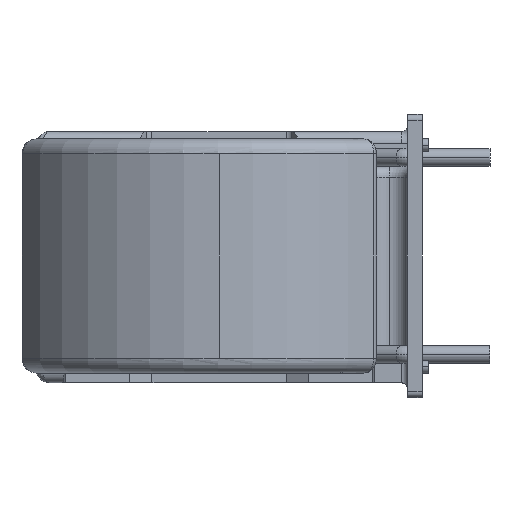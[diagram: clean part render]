
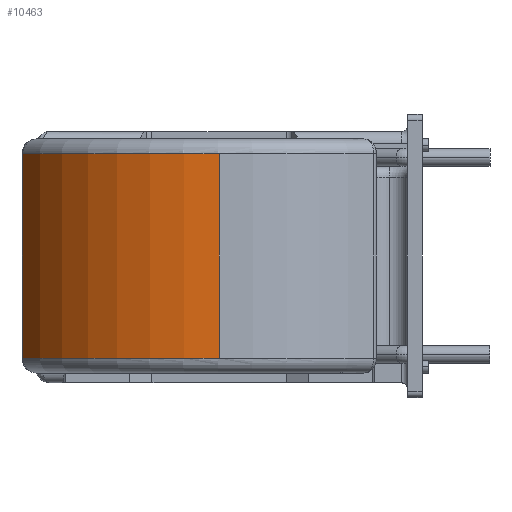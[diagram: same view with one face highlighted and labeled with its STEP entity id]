
A CAD part, left-side view. The second image highlights one B-rep face of the part: STEP entity #10463.
In plain terms, the highlighted cylindrical face has radius 17.5 mm (diameter 35 mm), a partial arc.
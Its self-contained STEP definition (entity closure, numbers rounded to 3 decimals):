
#66 = CIRCLE ( 'NONE', #12450, 17.5 ) ;
#387 = CARTESIAN_POINT ( 'NONE',  ( -17.5, 0., 9.5 ) ) ;
#551 = VERTEX_POINT ( 'NONE', #4724 ) ;
#568 = DIRECTION ( 'NONE',  ( -1., 0., 0. ) ) ;
#921 = DIRECTION ( 'NONE',  ( 0., 0., -1. ) ) ;
#936 = CARTESIAN_POINT ( 'NONE',  ( -7.228, 15.938, 8.3 ) ) ;
#1244 = CARTESIAN_POINT ( 'NONE',  ( -7.228, 15.938, 9.5 ) ) ;
#1351 = CARTESIAN_POINT ( 'NONE',  ( 0., 0., -8.3 ) ) ;
#1715 = ORIENTED_EDGE ( 'NONE', *, *, #4298, .F. ) ;
#1862 = VECTOR ( 'NONE', #9945, 1000. ) ;
#3288 = LINE ( 'NONE', #1244, #9309 ) ;
#3770 = CARTESIAN_POINT ( 'NONE',  ( 0., 0., 8.3 ) ) ;
#3856 = DIRECTION ( 'NONE',  ( 1., 0., 0. ) ) ;
#4298 = EDGE_CURVE ( 'NONE', #7816, #551, #4906, .T. ) ;
#4443 = DIRECTION ( 'NONE',  ( 0., 0., -1. ) ) ;
#4724 = CARTESIAN_POINT ( 'NONE',  ( -17.5, 0., -8.3 ) ) ;
#4906 = LINE ( 'NONE', #387, #1862 ) ;
#5047 = FACE_OUTER_BOUND ( 'NONE', #11710, .T. ) ;
#5049 = AXIS2_PLACEMENT_3D ( 'NONE', #11174, #4443, #568 ) ;
#5684 = EDGE_CURVE ( 'NONE', #7816, #10001, #8054, .T. ) ;
#7053 = DIRECTION ( 'NONE',  ( 1., 0., 0. ) ) ;
#7313 = EDGE_CURVE ( 'NONE', #10001, #10355, #3288, .T. ) ;
#7354 = AXIS2_PLACEMENT_3D ( 'NONE', #3770, #921, #3856 ) ;
#7399 = ORIENTED_EDGE ( 'NONE', *, *, #7313, .T. ) ;
#7816 = VERTEX_POINT ( 'NONE', #8234 ) ;
#8054 = CIRCLE ( 'NONE', #7354, 17.5 ) ;
#8065 = DIRECTION ( 'NONE',  ( 0., 0., 1. ) ) ;
#8066 = ORIENTED_EDGE ( 'NONE', *, *, #5684, .T. ) ;
#8234 = CARTESIAN_POINT ( 'NONE',  ( -17.5, 0., 8.3 ) ) ;
#8251 = DIRECTION ( 'NONE',  ( 0., 0., -1. ) ) ;
#8931 = EDGE_CURVE ( 'NONE', #10355, #551, #66, .T. ) ;
#9309 = VECTOR ( 'NONE', #8251, 1000. ) ;
#9678 = CYLINDRICAL_SURFACE ( 'NONE', #5049, 17.5 ) ;
#9945 = DIRECTION ( 'NONE',  ( 0., 0., -1. ) ) ;
#10001 = VERTEX_POINT ( 'NONE', #936 ) ;
#10348 = CARTESIAN_POINT ( 'NONE',  ( -7.228, 15.938, -8.3 ) ) ;
#10355 = VERTEX_POINT ( 'NONE', #10348 ) ;
#10463 = ADVANCED_FACE ( 'NONE', ( #5047 ), #9678, .T. ) ;
#11174 = CARTESIAN_POINT ( 'NONE',  ( 0., 0., 9.5 ) ) ;
#11710 = EDGE_LOOP ( 'NONE', ( #1715, #8066, #7399, #12380 ) ) ;
#12380 = ORIENTED_EDGE ( 'NONE', *, *, #8931, .T. ) ;
#12450 = AXIS2_PLACEMENT_3D ( 'NONE', #1351, #8065, #7053 ) ;
